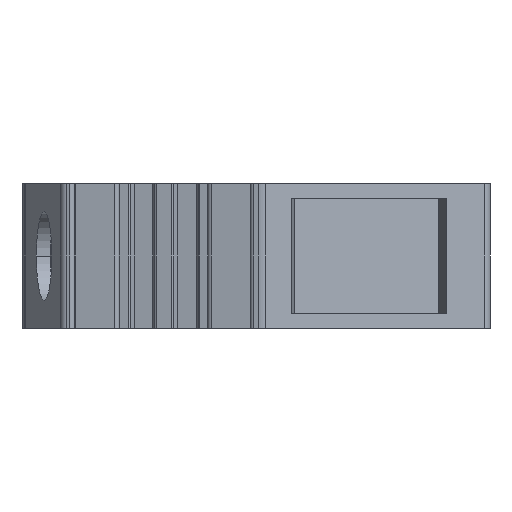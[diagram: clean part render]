
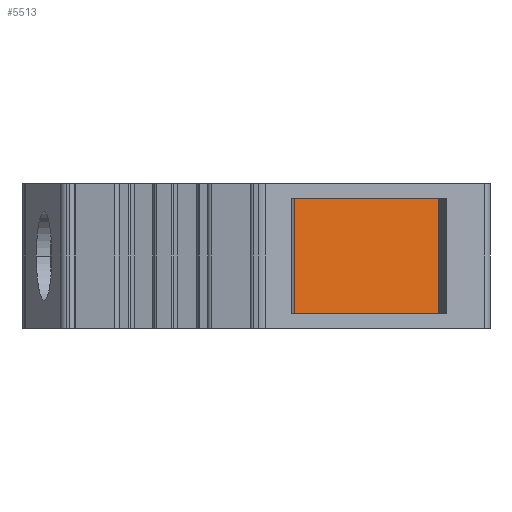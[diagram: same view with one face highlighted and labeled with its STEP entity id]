
A CAD part, left-side view. The second image highlights one B-rep face of the part: STEP entity #5513.
In plain terms, the highlighted planar face has unit normal (-0.985, -0.174, 0).
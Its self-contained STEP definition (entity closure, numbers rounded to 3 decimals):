
#1685=DIRECTION('',(0.174,-0.985,0.));
#1686=VECTOR('',#1685,10.284);
#1687=CARTESIAN_POINT('',(-31.272,-19.078,-4.05));
#1688=LINE('',#1687,#1686);
#1697=DIRECTION('',(0.,0.,-1.));
#1698=VECTOR('',#1697,8.1);
#1699=CARTESIAN_POINT('',(-31.272,-19.078,4.05));
#1700=LINE('',#1699,#1698);
#1713=DIRECTION('',(0.,0.,1.));
#1714=VECTOR('',#1713,8.1);
#1715=CARTESIAN_POINT('',(-29.487,-29.206,-4.05));
#1716=LINE('',#1715,#1714);
#1717=DIRECTION('',(0.174,-0.985,0.));
#1718=VECTOR('',#1717,10.284);
#1719=CARTESIAN_POINT('',(-31.272,-19.078,4.05));
#1720=LINE('',#1719,#1718);
#2651=CARTESIAN_POINT('',(-31.272,-19.078,-4.05));
#2653=VERTEX_POINT('',#2651);
#2656=CARTESIAN_POINT('',(-29.487,-29.206,-4.05));
#2658=VERTEX_POINT('',#2656);
#2662=CARTESIAN_POINT('',(-29.487,-29.206,4.05));
#2664=VERTEX_POINT('',#2662);
#2665=CARTESIAN_POINT('',(-31.272,-19.078,4.05));
#2667=VERTEX_POINT('',#2665);
#5502=CARTESIAN_POINT('',(-31.272,-19.078,5.05));
#5503=DIRECTION('',(-0.985,-0.174,0.));
#5504=DIRECTION('',(0.174,-0.985,0.));
#5505=AXIS2_PLACEMENT_3D('',#5502,#5503,#5504);
#5506=PLANE('',#5505);
#5507=ORIENTED_EDGE('',*,*,#5454,.F.);
#5508=ORIENTED_EDGE('',*,*,#5468,.F.);
#5509=ORIENTED_EDGE('',*,*,#5482,.T.);
#5510=ORIENTED_EDGE('',*,*,#5497,.F.);
#5511=EDGE_LOOP('',(#5507,#5508,#5509,#5510));
#5512=FACE_OUTER_BOUND('',#5511,.F.);
#5513=ADVANCED_FACE('',(#5512),#5506,.T.);
#5454=EDGE_CURVE('',#2653,#2658,#1688,.T.);
#5468=EDGE_CURVE('',#2667,#2653,#1700,.T.);
#5482=EDGE_CURVE('',#2667,#2664,#1720,.T.);
#5497=EDGE_CURVE('',#2658,#2664,#1716,.T.);
